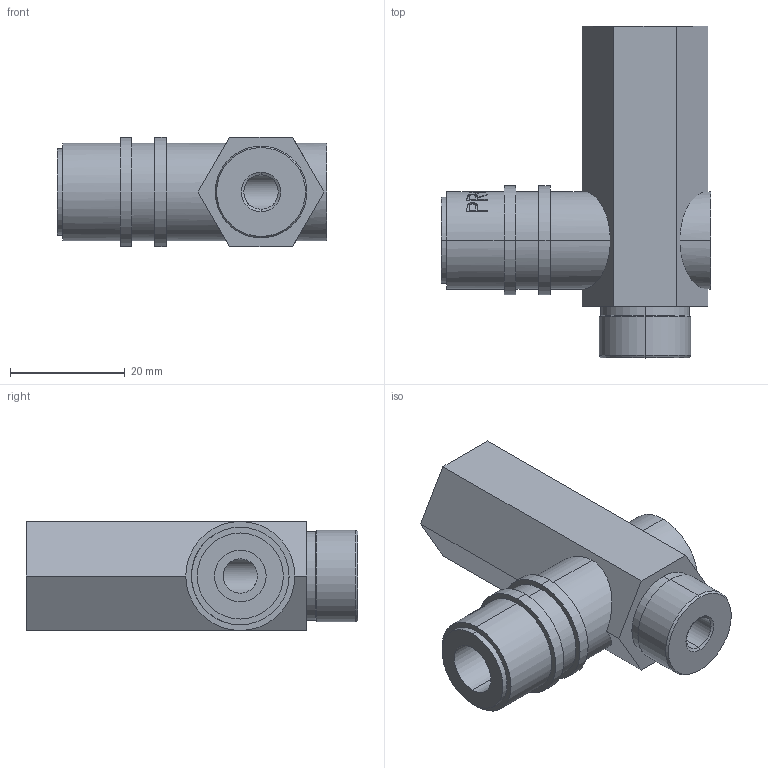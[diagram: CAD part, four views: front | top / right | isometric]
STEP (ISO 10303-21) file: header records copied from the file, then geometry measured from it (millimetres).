
FILE_DESCRIPTION (( 'STEP AP203' ), '1' );
FILE_NAME ('83f5.STEP', '2022-08-06T13:07:04', ( '' ), ( '' ), 'SwSTEP 2.0', 'SolidWorks 2019', '' );
FILE_SCHEMA (( 'CONFIG_CONTROL_DESIGN' ));
Length unit declared in the file: millimetre
Products named in the file (1): 83f5
Bounding box: 47 x 57.83 x 19 mm (x, y, z)
Volume: 21919.6 mm3; surface area: 7692.3 mm2
Topology: 3 solids, 3 shells, 130 faces, 326 edges, 214 vertices
Faces by surface type: plane 49, bspline 42, cylinder 33, cone 6
Entity records: 8704 total; most frequent: CARTESIAN_POINT 5844, ORIENTED_EDGE 652, DIRECTION 442, EDGE_CURVE 326, VERTEX_POINT 214, AXIS2_PLACEMENT_3D 173, EDGE_LOOP 148, B_SPLINE_CURVE_WITH_KNOTS 136
